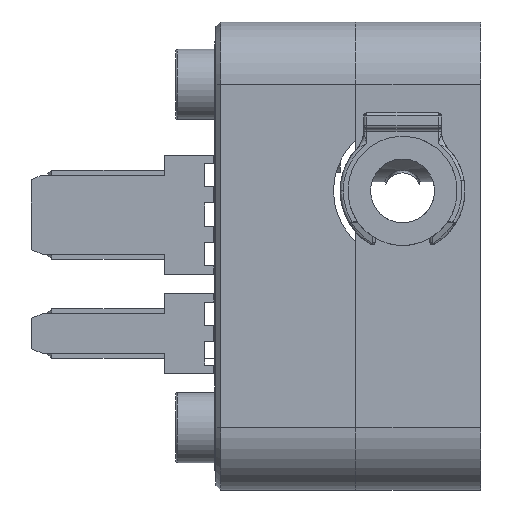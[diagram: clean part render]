
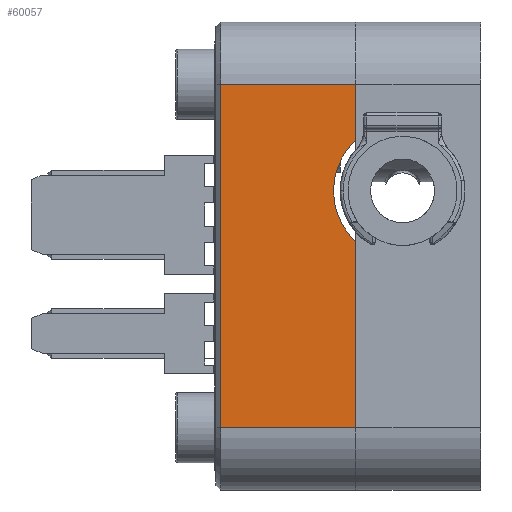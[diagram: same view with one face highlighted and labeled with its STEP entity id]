
A CAD part, left-side view. The second image highlights one B-rep face of the part: STEP entity #60057.
In plain terms, the highlighted planar face has unit normal (-1, 0, 0).
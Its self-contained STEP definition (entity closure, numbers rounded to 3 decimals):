
#57005 = PLANE('',#57006);
#57006 = AXIS2_PLACEMENT_3D('',#57007,#57008,#57009);
#57007 = CARTESIAN_POINT('',(-23.85,16.81,-20.5));
#57008 = DIRECTION('',(-0.707,0.707,
    0.));
#57009 = DIRECTION('',(0.,0.,1.));
#58866 = VERTEX_POINT('',#58867);
#58867 = CARTESIAN_POINT('',(-24.,16.66,-26.));
#58905 = CYLINDRICAL_SURFACE('',#58906,4.);
#58906 = AXIS2_PLACEMENT_3D('',#58907,#58908,#58909);
#58907 = CARTESIAN_POINT('',(-20.,13.94,-26.));
#58908 = DIRECTION('',(0.,-1.,0.));
#58909 = DIRECTION('',(0.,0.,-1.));
#58921 = VERTEX_POINT('',#58922);
#58922 = CARTESIAN_POINT('',(-24.,16.66,-4.));
#58945 = EDGE_CURVE('',#58866,#58921,#58946,.T.);
#58946 = SURFACE_CURVE('',#58947,(#58951,#58958),.PCURVE_S1.);
#58947 = LINE('',#58948,#58949);
#58948 = CARTESIAN_POINT('',(-24.,16.66,-20.5));
#58949 = VECTOR('',#58950,1.);
#58950 = DIRECTION('',(0.,0.,1.));
#58951 = PCURVE('',#57005,#58952);
#58952 = DEFINITIONAL_REPRESENTATION('',(#58953),#58957);
#58953 = LINE('',#58954,#58955);
#58954 = CARTESIAN_POINT('',(0.,-0.212));
#58955 = VECTOR('',#58956,1.);
#58956 = DIRECTION('',(1.,0.));
#58957 = ( GEOMETRIC_REPRESENTATION_CONTEXT(2) 
PARAMETRIC_REPRESENTATION_CONTEXT() REPRESENTATION_CONTEXT('2D SPACE',''
  ) );
#58958 = PCURVE('',#58959,#58964);
#58959 = PLANE('',#58960);
#58960 = AXIS2_PLACEMENT_3D('',#58961,#58962,#58963);
#58961 = CARTESIAN_POINT('',(-24.,13.94,-26.));
#58962 = DIRECTION('',(1.,0.,0.));
#58963 = DIRECTION('',(0.,0.,-1.));
#58964 = DEFINITIONAL_REPRESENTATION('',(#58965),#58969);
#58965 = LINE('',#58966,#58967);
#58966 = CARTESIAN_POINT('',(-5.5,2.72));
#58967 = VECTOR('',#58968,1.);
#58968 = DIRECTION('',(-1.,0.));
#58969 = ( GEOMETRIC_REPRESENTATION_CONTEXT(2) 
PARAMETRIC_REPRESENTATION_CONTEXT() REPRESENTATION_CONTEXT('2D SPACE',''
  ) );
#59014 = CYLINDRICAL_SURFACE('',#59015,4.);
#59015 = AXIS2_PLACEMENT_3D('',#59016,#59017,#59018);
#59016 = CARTESIAN_POINT('',(-20.,13.94,-4.));
#59017 = DIRECTION('',(0.,-1.,0.));
#59018 = DIRECTION('',(-1.,0.,0.));
#60019 = VERTEX_POINT('',#60020);
#60020 = CARTESIAN_POINT('',(-24.,8.,-26.));
#60035 = EDGE_CURVE('',#58866,#60019,#60036,.T.);
#60036 = SURFACE_CURVE('',#60037,(#60041,#60048),.PCURVE_S1.);
#60037 = LINE('',#60038,#60039);
#60038 = CARTESIAN_POINT('',(-24.,13.94,-26.));
#60039 = VECTOR('',#60040,1.);
#60040 = DIRECTION('',(0.,-1.,0.));
#60041 = PCURVE('',#58905,#60042);
#60042 = DEFINITIONAL_REPRESENTATION('',(#60043),#60047);
#60043 = LINE('',#60044,#60045);
#60044 = CARTESIAN_POINT('',(4.712,0.));
#60045 = VECTOR('',#60046,1.);
#60046 = DIRECTION('',(0.,1.));
#60047 = ( GEOMETRIC_REPRESENTATION_CONTEXT(2) 
PARAMETRIC_REPRESENTATION_CONTEXT() REPRESENTATION_CONTEXT('2D SPACE',''
  ) );
#60048 = PCURVE('',#58959,#60049);
#60049 = DEFINITIONAL_REPRESENTATION('',(#60050),#60054);
#60050 = LINE('',#60051,#60052);
#60051 = CARTESIAN_POINT('',(0.,0.));
#60052 = VECTOR('',#60053,1.);
#60053 = DIRECTION('',(0.,-1.));
#60054 = ( GEOMETRIC_REPRESENTATION_CONTEXT(2) 
PARAMETRIC_REPRESENTATION_CONTEXT() REPRESENTATION_CONTEXT('2D SPACE',''
  ) );
#60057 = ADVANCED_FACE('',(#60058),#58959,.F.);
#60058 = FACE_BOUND('',#60059,.T.);
#60059 = EDGE_LOOP('',(#60060,#60095,#60111,#60132,#60133,#60134));
#60060 = ORIENTED_EDGE('',*,*,#60061,.F.);
#60061 = EDGE_CURVE('',#60062,#60064,#60066,.T.);
#60062 = VERTEX_POINT('',#60063);
#60063 = CARTESIAN_POINT('',(-24.,8.,-7.572));
#60064 = VERTEX_POINT('',#60065);
#60065 = CARTESIAN_POINT('',(-24.,8.,-14.078));
#60066 = SURFACE_CURVE('',#60067,(#60072,#60083),.PCURVE_S1.);
#60067 = CIRCLE('',#60068,4.425);
#60068 = AXIS2_PLACEMENT_3D('',#60069,#60070,#60071);
#60069 = CARTESIAN_POINT('',(-24.,5.,-10.825));
#60070 = DIRECTION('',(-1.,0.,0.));
#60071 = DIRECTION('',(0.,0.,-1.));
#60072 = PCURVE('',#58959,#60073);
#60073 = DEFINITIONAL_REPRESENTATION('',(#60074),#60082);
#60074 = ( BOUNDED_CURVE() B_SPLINE_CURVE(2,(#60075,#60076,#60077,#60078
    ,#60079,#60080,#60081),.UNSPECIFIED.,.T.,.F.) 
B_SPLINE_CURVE_WITH_KNOTS((1,2,2,2,2,1),(-2.094,0.,
    2.094,4.189,6.283,8.378),
.UNSPECIFIED.) CURVE() GEOMETRIC_REPRESENTATION_ITEM() 
RATIONAL_B_SPLINE_CURVE((1.,0.5,1.,0.5,1.,0.5,1.)) REPRESENTATION_ITEM(
  '') );
#60075 = CARTESIAN_POINT('',(-10.75,-8.94));
#60076 = CARTESIAN_POINT('',(-10.75,-16.604));
#60077 = CARTESIAN_POINT('',(-17.388,-12.772));
#60078 = CARTESIAN_POINT('',(-24.025,-8.94));
#60079 = CARTESIAN_POINT('',(-17.388,-5.108));
#60080 = CARTESIAN_POINT('',(-10.75,-1.276));
#60081 = CARTESIAN_POINT('',(-10.75,-8.94));
#60082 = ( GEOMETRIC_REPRESENTATION_CONTEXT(2) 
PARAMETRIC_REPRESENTATION_CONTEXT() REPRESENTATION_CONTEXT('2D SPACE',''
  ) );
#60083 = PCURVE('',#60084,#60089);
#60084 = CYLINDRICAL_SURFACE('',#60085,4.425);
#60085 = AXIS2_PLACEMENT_3D('',#60086,#60087,#60088);
#60086 = CARTESIAN_POINT('',(-15.795,5.,-10.825));
#60087 = DIRECTION('',(1.,0.,0.));
#60088 = DIRECTION('',(0.,0.,-1.));
#60089 = DEFINITIONAL_REPRESENTATION('',(#60090),#60094);
#60090 = LINE('',#60091,#60092);
#60091 = CARTESIAN_POINT('',(6.283,-8.205));
#60092 = VECTOR('',#60093,1.);
#60093 = DIRECTION('',(-1.,0.));
#60094 = ( GEOMETRIC_REPRESENTATION_CONTEXT(2) 
PARAMETRIC_REPRESENTATION_CONTEXT() REPRESENTATION_CONTEXT('2D SPACE',''
  ) );
#60095 = ORIENTED_EDGE('',*,*,#60096,.T.);
#60096 = EDGE_CURVE('',#60062,#60097,#60099,.T.);
#60097 = VERTEX_POINT('',#60098);
#60098 = CARTESIAN_POINT('',(-24.,8.,-4.));
#60099 = SURFACE_CURVE('',#60100,(#60104),.PCURVE_S1.);
#60100 = LINE('',#60101,#60102);
#60101 = CARTESIAN_POINT('',(-24.,8.,-20.5));
#60102 = VECTOR('',#60103,1.);
#60103 = DIRECTION('',(0.,0.,1.));
#60104 = PCURVE('',#58959,#60105);
#60105 = DEFINITIONAL_REPRESENTATION('',(#60106),#60110);
#60106 = LINE('',#60107,#60108);
#60107 = CARTESIAN_POINT('',(-5.5,-5.94));
#60108 = VECTOR('',#60109,1.);
#60109 = DIRECTION('',(-1.,0.));
#60110 = ( GEOMETRIC_REPRESENTATION_CONTEXT(2) 
PARAMETRIC_REPRESENTATION_CONTEXT() REPRESENTATION_CONTEXT('2D SPACE',''
  ) );
#60111 = ORIENTED_EDGE('',*,*,#60112,.T.);
#60112 = EDGE_CURVE('',#60097,#58921,#60113,.T.);
#60113 = SURFACE_CURVE('',#60114,(#60118,#60125),.PCURVE_S1.);
#60114 = LINE('',#60115,#60116);
#60115 = CARTESIAN_POINT('',(-24.,13.94,-4.));
#60116 = VECTOR('',#60117,1.);
#60117 = DIRECTION('',(0.,1.,0.));
#60118 = PCURVE('',#58959,#60119);
#60119 = DEFINITIONAL_REPRESENTATION('',(#60120),#60124);
#60120 = LINE('',#60121,#60122);
#60121 = CARTESIAN_POINT('',(-22.,0.));
#60122 = VECTOR('',#60123,1.);
#60123 = DIRECTION('',(0.,1.));
#60124 = ( GEOMETRIC_REPRESENTATION_CONTEXT(2) 
PARAMETRIC_REPRESENTATION_CONTEXT() REPRESENTATION_CONTEXT('2D SPACE',''
  ) );
#60125 = PCURVE('',#59014,#60126);
#60126 = DEFINITIONAL_REPRESENTATION('',(#60127),#60131);
#60127 = LINE('',#60128,#60129);
#60128 = CARTESIAN_POINT('',(6.283,0.));
#60129 = VECTOR('',#60130,1.);
#60130 = DIRECTION('',(0.,-1.));
#60131 = ( GEOMETRIC_REPRESENTATION_CONTEXT(2) 
PARAMETRIC_REPRESENTATION_CONTEXT() REPRESENTATION_CONTEXT('2D SPACE',''
  ) );
#60132 = ORIENTED_EDGE('',*,*,#58945,.F.);
#60133 = ORIENTED_EDGE('',*,*,#60035,.T.);
#60134 = ORIENTED_EDGE('',*,*,#60135,.T.);
#60135 = EDGE_CURVE('',#60019,#60064,#60136,.T.);
#60136 = SURFACE_CURVE('',#60137,(#60141),.PCURVE_S1.);
#60137 = LINE('',#60138,#60139);
#60138 = CARTESIAN_POINT('',(-24.,8.,-20.5));
#60139 = VECTOR('',#60140,1.);
#60140 = DIRECTION('',(0.,0.,1.));
#60141 = PCURVE('',#58959,#60142);
#60142 = DEFINITIONAL_REPRESENTATION('',(#60143),#60147);
#60143 = LINE('',#60144,#60145);
#60144 = CARTESIAN_POINT('',(-5.5,-5.94));
#60145 = VECTOR('',#60146,1.);
#60146 = DIRECTION('',(-1.,0.));
#60147 = ( GEOMETRIC_REPRESENTATION_CONTEXT(2) 
PARAMETRIC_REPRESENTATION_CONTEXT() REPRESENTATION_CONTEXT('2D SPACE',''
  ) );
